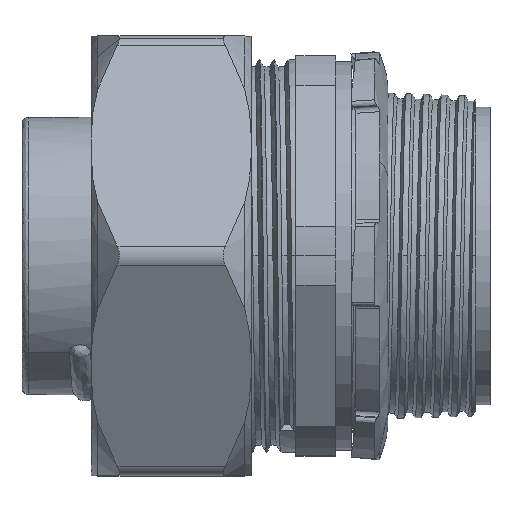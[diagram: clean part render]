
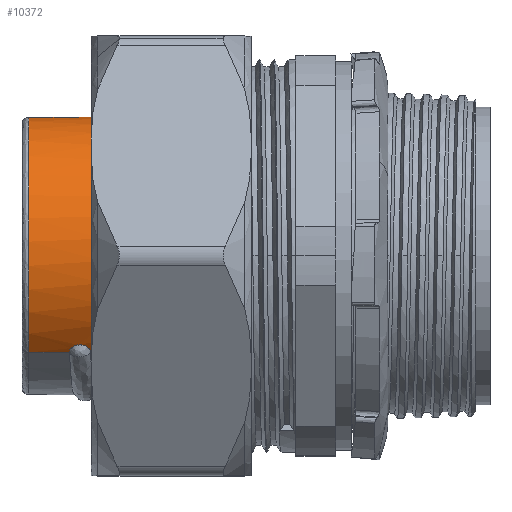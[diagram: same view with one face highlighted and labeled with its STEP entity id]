
A CAD part, top view. The second image highlights one B-rep face of the part: STEP entity #10372.
In plain terms, the highlighted cylindrical face has radius 17.348 mm (diameter 34.696 mm), a partial arc.
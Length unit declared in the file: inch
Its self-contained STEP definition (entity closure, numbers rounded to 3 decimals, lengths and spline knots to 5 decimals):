
#9 = CARTESIAN_POINT ( 'NONE',  ( -1.76385, -0.61352, 1.53464 ) ) ;
#199 = CARTESIAN_POINT ( 'NONE',  ( -1.78965, -0.57991, 1.56519 ) ) ;
#1332 = CARTESIAN_POINT ( 'NONE',  ( -2.06728, -0.61352, 1.53464 ) ) ;
#1773 = VERTEX_POINT ( 'NONE', #15578 ) ;
#1829 = CARTESIAN_POINT ( 'NONE',  ( -1.74238, 0.52457, 1.21183 ) ) ;
#2203 = VERTEX_POINT ( 'NONE', #9 ) ;
#2967 = CARTESIAN_POINT ( 'NONE',  ( -1.86771, -0.6086, 1.53942 ) ) ;
#3109 = CARTESIAN_POINT ( 'NONE',  ( -1.80899, -0.57515, 1.56919 ) ) ;
#3250 = CARTESIAN_POINT ( 'NONE',  ( -1.78393, -0.58282, 1.56272 ) ) ;
#3388 = CARTESIAN_POINT ( 'NONE',  ( -1.82943, -0.57595, 1.56853 ) ) ;
#3536 = CARTESIAN_POINT ( 'NONE',  ( -1.85489, -0.5883, 1.55794 ) ) ;
#5020 = CARTESIAN_POINT ( 'NONE',  ( -1.77371, 0.33819, 0.55475 ) ) ;
#5160 = CARTESIAN_POINT ( 'NONE',  ( -1.71888, 0.22478, 1.65183 ) ) ;
#5984 = LINE ( 'NONE', #8873, #15389 ) ;
#6116 = DIRECTION ( 'NONE',  ( 0., -0.697, 0.717 ) ) ;
#6331 = CARTESIAN_POINT ( 'NONE',  ( -1.85709, -0.59031, 1.55617 ) ) ;
#6590 = CARTESIAN_POINT ( 'NONE',  ( -1.76385, -0.61352, 1.53464 ) ) ;
#6740 = CARTESIAN_POINT ( 'NONE',  ( -1.79909, -0.57692, 1.56771 ) ) ;
#8518 = CARTESIAN_POINT ( 'NONE',  ( -1.67971, -0.61352, 1.53464 ) ) ;
#8542 = EDGE_CURVE ( 'NONE', #1773, #24482, #5984, .T. ) ;
#8873 = CARTESIAN_POINT ( 'NONE',  ( -0.88078, 0.33819, 0.55475 ) ) ;
#9665 = CARTESIAN_POINT ( 'NONE',  ( -1.7652, -0.60368, 1.54405 ) ) ;
#10091 = CARTESIAN_POINT ( 'NONE',  ( -1.77423, -0.59013, 1.55635 ) ) ;
#10372 = ADVANCED_FACE ( 'NONE', ( #30362 ), #14637, .T. ) ;
#10674 = AXIS2_PLACEMENT_3D ( 'NONE', #18868, #35624, #6116 ) ;
#11722 = CARTESIAN_POINT ( 'NONE',  ( -1.75021, 0.56935, 1.03438 ) ) ;
#12385 = CARTESIAN_POINT ( 'NONE',  ( -0.88078, -0.61352, 1.53464 ) ) ;
#13529 = EDGE_CURVE ( 'NONE', #33287, #32085, #32388, .T. ) ;
#14535 = LINE ( 'NONE', #19595, #37529 ) ;
#14592 = B_SPLINE_CURVE_WITH_KNOTS ( 'NONE', 3,
 ( #19669, #2967, #33069, #23563, #23284, #6331, #3536, #42981, #36541, #3388, #36403, #22991, #3109, #29724, #6740, #199, #3250, #10091, #39928, #9665, #16278, #6590 ),
 .UNSPECIFIED., .F., .F.,
 ( 4, 2, 2, 2, 2, 2, 2, 2, 2, 2, 4 ),
 ( 0., 0.00052, 0.00077, 0.00103, 0.00155, 0.00206, 0.00232, 0.00258, 0.00309, 0.00361, 0.00412 ),
 .UNSPECIFIED. ) ;
#14637 = CYLINDRICAL_SURFACE ( 'NONE', #10674, 0.683 ) ;
#14827 = CARTESIAN_POINT ( 'NONE',  ( -2.06728, -0.13767, 1.04469 ) ) ;
#14886 = ORIENTED_EDGE ( 'NONE', *, *, #16923, .T. ) ;
#15086 = CARTESIAN_POINT ( 'NONE',  ( -1.72671, 0.35228, 1.52055 ) ) ;
#15389 = VECTOR ( 'NONE', #26019, 39.37008 ) ;
#15578 = CARTESIAN_POINT ( 'NONE',  ( -2.06728, 0.33819, 0.55475 ) ) ;
#16278 = CARTESIAN_POINT ( 'NONE',  ( -1.76385, -0.6086, 1.53942 ) ) ;
#16923 = EDGE_CURVE ( 'NONE', #2203, #18718, #14535, .T. ) ;
#17304 = ORIENTED_EDGE ( 'NONE', *, *, #31459, .T. ) ;
#17541 =( BOUNDED_CURVE ( )  B_SPLINE_CURVE ( 2, ( #5020, #18633, #28439, #11722, #1829, #35122, #15086, #5160, #28858, #25191, #38884, #28577, #8518 ),
 .UNSPECIFIED., .F., .F. ) 
 B_SPLINE_CURVE_WITH_KNOTS ( ( 3, 2, 2, 2, 2, 2, 3 ),
 ( 0.05471, 0.06385, 0.07299, 0.08213, 0.09127, 0.10041, 0.10955 ),
 .UNSPECIFIED. ) 
 CURVE ( )  GEOMETRIC_REPRESENTATION_ITEM ( )  RATIONAL_B_SPLINE_CURVE ( ( 1., 0.966, 1., 0.966, 1., 0.966, 1., 0.966, 1., 0.966, 1., 0.966, 1. ) ) 
 REPRESENTATION_ITEM ( '' )  );
#18633 = CARTESIAN_POINT ( 'NONE',  ( -1.76588, 0.46947, 0.68225 ) ) ;
#18718 = VERTEX_POINT ( 'NONE', #20483 ) ;
#18868 = CARTESIAN_POINT ( 'NONE',  ( -0.88078, -0.13767, 1.04469 ) ) ;
#19352 = CIRCLE ( 'NONE', #42000, 0.683 ) ;
#19595 = CARTESIAN_POINT ( 'NONE',  ( -0.88078, -0.61352, 1.53464 ) ) ;
#19669 = CARTESIAN_POINT ( 'NONE',  ( -1.86771, -0.61352, 1.53464 ) ) ;
#20483 = CARTESIAN_POINT ( 'NONE',  ( -1.67971, -0.61352, 1.53464 ) ) ;
#21017 = EDGE_CURVE ( 'NONE', #24482, #18718, #17541, .T. ) ;
#21747 = ORIENTED_EDGE ( 'NONE', *, *, #8542, .F. ) ;
#22991 = CARTESIAN_POINT ( 'NONE',  ( -1.81243, -0.57489, 1.56941 ) ) ;
#23284 = CARTESIAN_POINT ( 'NONE',  ( -1.86085, -0.59452, 1.55241 ) ) ;
#23563 = CARTESIAN_POINT ( 'NONE',  ( -1.86245, -0.59674, 1.55041 ) ) ;
#23614 = DIRECTION ( 'NONE',  ( 1., 0., 0. ) ) ;
#24210 = EDGE_LOOP ( 'NONE', ( #21747, #17304, #41531, #26417, #14886, #32588 ) ) ;
#24482 = VERTEX_POINT ( 'NONE', #39358 ) ;
#24782 = DIRECTION ( 'NONE',  ( 0., -0.697, 0.717 ) ) ;
#25191 = CARTESIAN_POINT ( 'NONE',  ( -1.70321, -0.12735, 1.75171 ) ) ;
#25395 = EDGE_CURVE ( 'NONE', #32085, #2203, #14592, .T. ) ;
#26019 = DIRECTION ( 'NONE',  ( 1., 0., 0. ) ) ;
#26417 = ORIENTED_EDGE ( 'NONE', *, *, #25395, .T. ) ;
#26949 = CARTESIAN_POINT ( 'NONE',  ( -1.86771, -0.61352, 1.53464 ) ) ;
#28439 = CARTESIAN_POINT ( 'NONE',  ( -1.75804, 0.51941, 0.85832 ) ) ;
#28577 = CARTESIAN_POINT ( 'NONE',  ( -1.68754, -0.48224, 1.66215 ) ) ;
#28858 = CARTESIAN_POINT ( 'NONE',  ( -1.71104, 0.04871, 1.70177 ) ) ;
#29724 = CARTESIAN_POINT ( 'NONE',  ( -1.80232, -0.57617, 1.56834 ) ) ;
#30362 = FACE_OUTER_BOUND ( 'NONE', #24210, .T. ) ;
#31459 = EDGE_CURVE ( 'NONE', #1773, #33287, #19352, .T. ) ;
#32085 = VERTEX_POINT ( 'NONE', #26949 ) ;
#32388 = LINE ( 'NONE', #12385, #42798 ) ;
#32588 = ORIENTED_EDGE ( 'NONE', *, *, #21017, .F. ) ;
#33069 = CARTESIAN_POINT ( 'NONE',  ( -1.86636, -0.60369, 1.54404 ) ) ;
#33147 = DIRECTION ( 'NONE',  ( 1., 0., 0. ) ) ;
#33287 = VERTEX_POINT ( 'NONE', #1332 ) ;
#35122 = CARTESIAN_POINT ( 'NONE',  ( -1.73454, 0.47979, 1.38927 ) ) ;
#35624 = DIRECTION ( 'NONE',  ( 1., 0., 0. ) ) ;
#36403 = CARTESIAN_POINT ( 'NONE',  ( -1.82259, -0.5749, 1.5694 ) ) ;
#36541 = CARTESIAN_POINT ( 'NONE',  ( -1.84192, -0.57992, 1.56518 ) ) ;
#37529 = VECTOR ( 'NONE', #33147, 39.37008 ) ;
#38884 = CARTESIAN_POINT ( 'NONE',  ( -1.69538, -0.3048, 1.70693 ) ) ;
#39266 = DIRECTION ( 'NONE',  ( 1., 0., 0. ) ) ;
#39358 = CARTESIAN_POINT ( 'NONE',  ( -1.77371, 0.33819, 0.55475 ) ) ;
#39928 = CARTESIAN_POINT ( 'NONE',  ( -1.77042, -0.59441, 1.55255 ) ) ;
#41531 = ORIENTED_EDGE ( 'NONE', *, *, #13529, .T. ) ;
#42000 = AXIS2_PLACEMENT_3D ( 'NONE', #14827, #23614, #24782 ) ;
#42798 = VECTOR ( 'NONE', #39266, 39.37008 ) ;
#42981 = CARTESIAN_POINT ( 'NONE',  ( -1.84771, -0.58288, 1.56267 ) ) ;
